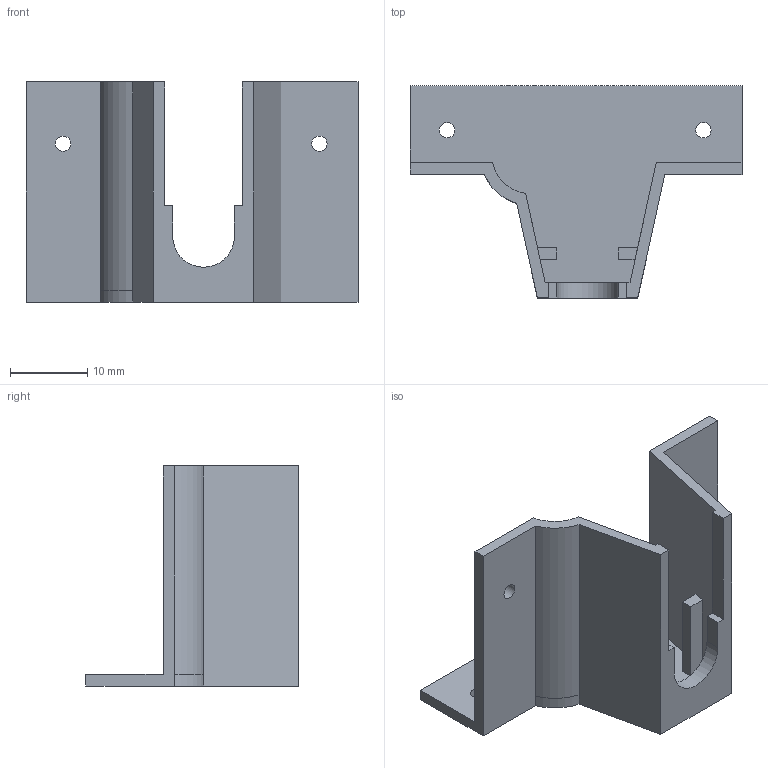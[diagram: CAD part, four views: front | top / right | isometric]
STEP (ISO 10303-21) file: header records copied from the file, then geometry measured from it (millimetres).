
FILE_DESCRIPTION(('FreeCAD Model'),'2;1');
FILE_NAME('rearaxelfittingleft.step', '2015-06-15T23:19:44',('FreeCAD'),('FreeCAD'), 'Open CASCADE STEP processor 6.7','FreeCAD','Unknown');
FILE_SCHEMA(('AUTOMOTIVE_DESIGN_CC2 { 1 2 10303 214 -1 1 5 4 }'));
Length unit declared in the file: millimetre
Products named in the file (1): refine_Pocket005_(Mirror_#1)
Bounding box: 43 x 27.5 x 28.5 mm (x, y, z)
Volume: 3577.4 mm3; surface area: 5204.3 mm2
Topology: 1 solids, 1 shells, 41 faces, 117 edges, 78 vertices
Faces by surface type: plane 31, cylinder 10
Full cylindrical faces by diameter (mm): 2 x4
Entity records: 2912 total; most frequent: CARTESIAN_POINT 519, DIRECTION 446, LINE 314, VECTOR 314, ORIENTED_EDGE 234, PCURVE 234, DEFINITIONAL_REPRESENTATION 234, EDGE_CURVE 117
